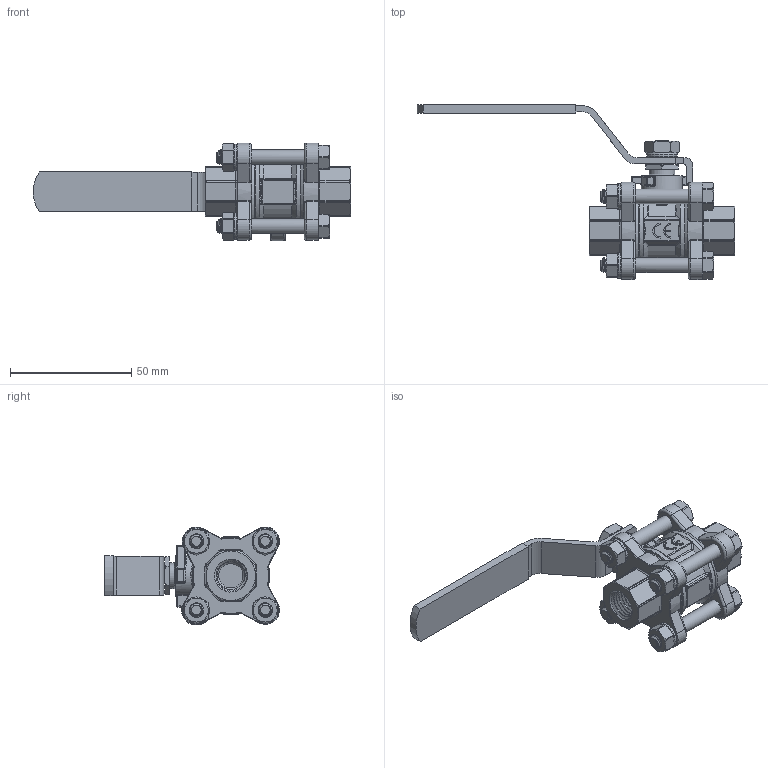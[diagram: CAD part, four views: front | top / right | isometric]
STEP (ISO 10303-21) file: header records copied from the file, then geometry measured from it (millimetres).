
FILE_DESCRIPTION((''),'2;1');
FILE_NAME('911-06.stp','2011-10-27T14:53:32',('gkl'),(''),'Autodesk Inventor 2010','Autodesk Inventor 2010','');
FILE_SCHEMA(('AUTOMOTIVE_DESIGN { 1 0 10303 214 1 1 1 1 }'));
Length unit declared in the file: millimetre
Products named in the file (1): 9008zh-1_asm_Konturvereinfachung_1
Bounding box: 130.87 x 72.17 x 40.38 mm (x, y, z)
Volume: 51550.9 mm3; surface area: 24110.8 mm2
Topology: 1 solids, 1 shells, 1777 faces, 4786 edges, 3053 vertices
Faces by surface type: plane 959, cylinder 350, bspline 233, torus 151, cone 56, sphere 28
Full cylindrical faces by diameter (mm): 6 x22, 6.8 x8, 10 x2, 10.6 x1, 11.5 x16, 32 x2
Entity records: 73475 total; most frequent: CARTESIAN_POINT 32031, ORIENTED_EDGE 9206, DIRECTION 7784, EDGE_CURVE 4603, VERTEX_POINT 2980, VECTOR 2730, LINE 2730, AXIS2_PLACEMENT_3D 2527
